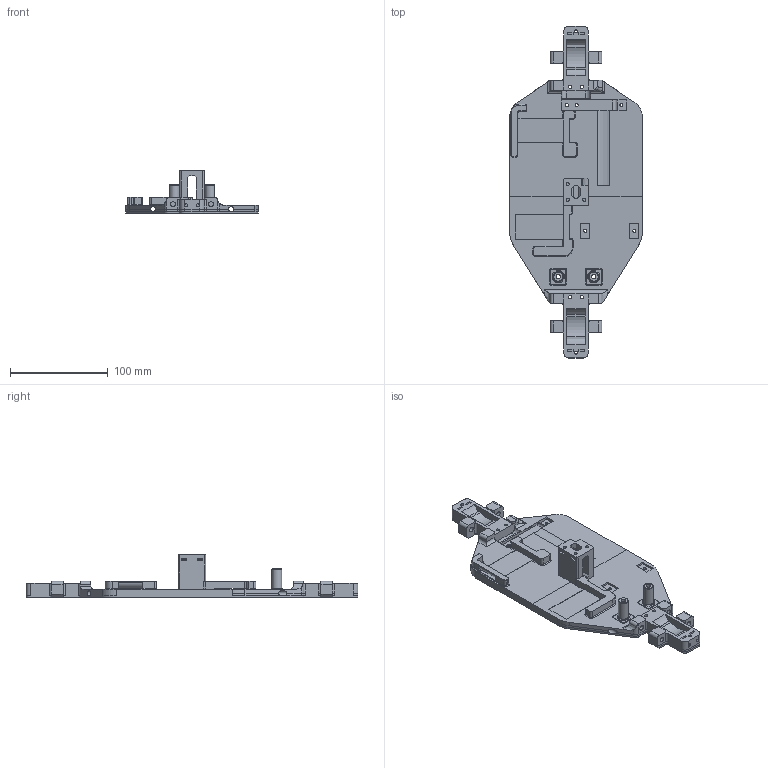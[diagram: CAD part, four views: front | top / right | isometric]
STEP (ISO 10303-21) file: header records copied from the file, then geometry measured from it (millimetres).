
FILE_DESCRIPTION(/* description */ (''),/* implementation_level */ '2;1');
FILE_NAME(/* name */ 'Chassis (1).step',/* time_stamp */ '2023-12-11T22:50:54+01:00',/* author */ (''),/* organization */ (''),/* preprocessor_version */ 'ST-DEVELOPER v20',/* originating_system */ 'Autodesk Translation Framework v12.14.0.127',/* authorisation */ '');
FILE_SCHEMA (('AUTOMOTIVE_DESIGN { 1 0 10303 214 3 1 1 }'));
Length unit declared in the file: millimetre
Products named in the file (1): Chassis (1)
Bounding box: 136 x 340 x 43.45 mm (x, y, z)
Volume: 283846.3 mm3; surface area: 95618.1 mm2
Topology: 1 solids, 1 shells, 496 faces, 1358 edges, 886 vertices
Faces by surface type: plane 294, cylinder 167, cone 30, bspline 5
Full cylindrical faces by diameter (mm): 3.2 x30, 4.6 x2, 5.2 x10, 10.1 x2
Entity records: 16010 total; most frequent: CARTESIAN_POINT 2962, ORIENTED_EDGE 2716, DIRECTION 2702, EDGE_CURVE 1358, LINE 954, VECTOR 954, VERTEX_POINT 886, AXIS2_PLACEMENT_3D 874
